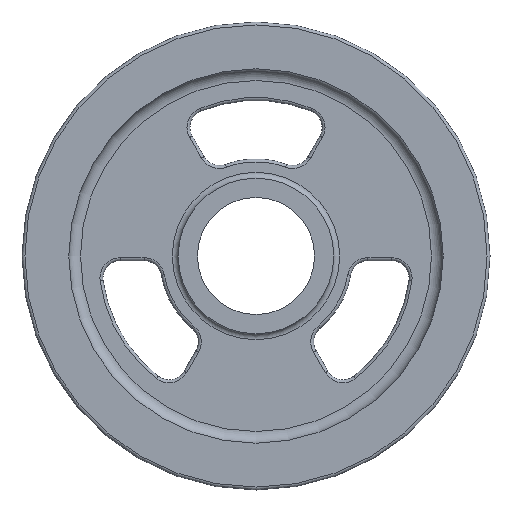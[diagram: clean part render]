
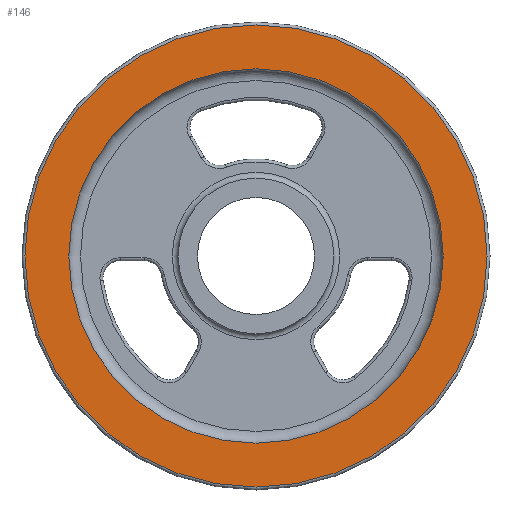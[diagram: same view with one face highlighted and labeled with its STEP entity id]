
A CAD part, front view. The second image highlights one B-rep face of the part: STEP entity #146.
In plain terms, the highlighted planar face has unit normal (0, -1, 0).
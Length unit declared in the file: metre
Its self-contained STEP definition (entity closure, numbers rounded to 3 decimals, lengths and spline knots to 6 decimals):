
#146 = ADVANCED_FACE( '', ( #365, #366 ), #367, .T. );
#365 = FACE_OUTER_BOUND( '', #682, .T. );
#366 = FACE_BOUND( '', #683, .T. );
#367 = PLANE( '', #684 );
#682 = EDGE_LOOP( '', ( #1063 ) );
#683 = EDGE_LOOP( '', ( #1064 ) );
#684 = AXIS2_PLACEMENT_3D( '', #1065, #1066, #1067 );
#1063 = ORIENTED_EDGE( '', *, *, #1773, .T. );
#1064 = ORIENTED_EDGE( '', *, *, #1774, .F. );
#1065 = CARTESIAN_POINT( '', ( 0., -0.00762, 0. ) );
#1066 = DIRECTION( '', ( 0., -1., 0. ) );
#1067 = DIRECTION( '', ( 1., 0., 0. ) );
#1773 = EDGE_CURVE( '', #2103, #2103, #2104, .T. );
#1774 = EDGE_CURVE( '', #2105, #2105, #2106, .T. );
#2103 = VERTEX_POINT( '', #2521 );
#2104 = CIRCLE( '', #2522, 0.037624 );
#2105 = VERTEX_POINT( '', #2523 );
#2106 = CIRCLE( '', #2524, 0.03048 );
#2521 = CARTESIAN_POINT( '', ( 0., -0.00762, -0.037624 ) );
#2522 = AXIS2_PLACEMENT_3D( '', #2966, #2967, #2968 );
#2523 = CARTESIAN_POINT( '', ( 0.03048, -0.00762, 0. ) );
#2524 = AXIS2_PLACEMENT_3D( '', #2969, #2970, #2971 );
#2966 = CARTESIAN_POINT( '', ( 0., -0.00762, 0. ) );
#2967 = DIRECTION( '', ( 0., -1., 0. ) );
#2968 = DIRECTION( '', ( 0., 0., -1. ) );
#2969 = CARTESIAN_POINT( '', ( 0., -0.00762, 0. ) );
#2970 = DIRECTION( '', ( 0., -1., 0. ) );
#2971 = DIRECTION( '', ( 1., 0., 0. ) );
